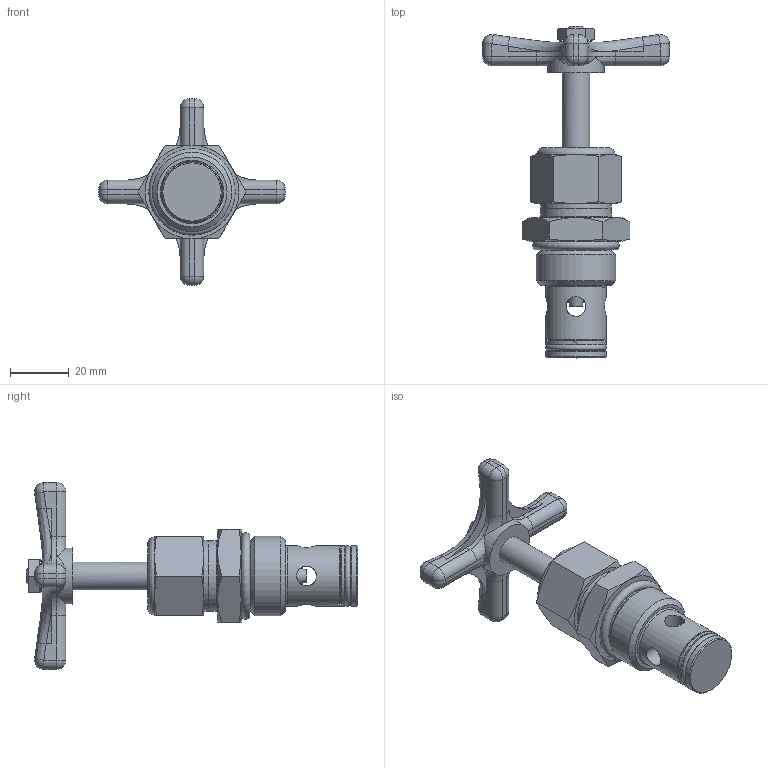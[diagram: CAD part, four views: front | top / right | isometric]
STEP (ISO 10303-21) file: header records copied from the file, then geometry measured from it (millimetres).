
FILE_DESCRIPTION((''),'2;1');
FILE_NAME('s-410-s-3_10011-88_RP.stp','2012-06-18T14:40:04',('mmartin'),(''),'Autodesk Inventor 2010','Autodesk Inventor 2010','');
FILE_SCHEMA(('AUTOMOTIVE_DESIGN { 1 0 10303 214 1 1 1 1 }'));
Length unit declared in the file: inch
Products named in the file (1): 10011-88_Shrinkwrap
Bounding box: 63.5 x 112.7 x 63.5 mm (x, y, z)
Volume: 48157.3 mm3; surface area: 14525.8 mm2
Topology: 2 solids, 2 shells, 191 faces, 444 edges, 256 vertices
Faces by surface type: plane 57, cylinder 50, cone 34, bspline 18, torus 16, sphere 16
Full cylindrical faces by diameter (mm): 5.791 x2, 6.731 x4, 9.5 x1, 17.78 x2, 19.05 x1, 20.549 x2, 23.673 x1, 23.813 x2, 24.003 x2, 26.988 x1
Entity records: 5960 total; most frequent: CARTESIAN_POINT 1998, DIRECTION 828, ORIENTED_EDGE 762, EDGE_CURVE 381, AXIS2_PLACEMENT_3D 369, EDGE_LOOP 247, VERTEX_POINT 240, FACE_OUTER_BOUND 191
